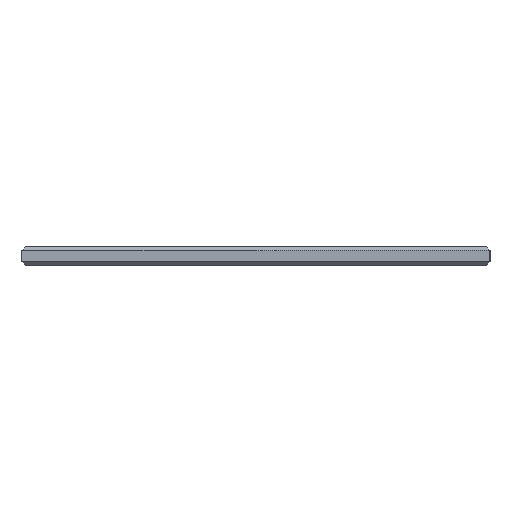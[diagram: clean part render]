
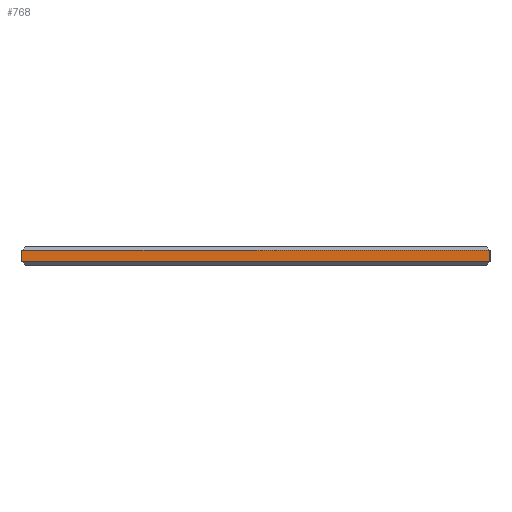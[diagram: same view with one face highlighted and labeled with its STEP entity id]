
A CAD part, left-side view. The second image highlights one B-rep face of the part: STEP entity #768.
In plain terms, the highlighted planar face has unit normal (-1, 0, 0).
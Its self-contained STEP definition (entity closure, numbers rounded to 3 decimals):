
#163 = DIRECTION ( 'NONE',  ( 0., 0., -1. ) ) ;
#315 = EDGE_CURVE ( 'NONE', #3652, #1864, #2105, .T. ) ;
#317 = DIRECTION ( 'NONE',  ( 0., -1., 0. ) ) ;
#419 = AXIS2_PLACEMENT_3D ( 'NONE', #691, #2272, #5838 ) ;
#443 = CARTESIAN_POINT ( 'NONE',  ( -18., -12.5, 0.3 ) ) ;
#690 = CARTESIAN_POINT ( 'NONE',  ( -18., 12.5, 0.5 ) ) ;
#691 = CARTESIAN_POINT ( 'NONE',  ( -18., 12.5, 0.5 ) ) ;
#727 = VERTEX_POINT ( 'NONE', #2726 ) ;
#768 = ADVANCED_FACE ( 'NONE', ( #1273 ), #2743, .F. ) ;
#849 = VECTOR ( 'NONE', #163, 1000. ) ;
#1025 = ORIENTED_EDGE ( 'NONE', *, *, #1625, .T. ) ;
#1155 = EDGE_CURVE ( 'NONE', #3652, #727, #2708, .T. ) ;
#1266 = VECTOR ( 'NONE', #317, 1000. ) ;
#1273 = FACE_OUTER_BOUND ( 'NONE', #5669, .T. ) ;
#1521 = VECTOR ( 'NONE', #5322, 1000. ) ;
#1625 = EDGE_CURVE ( 'NONE', #5938, #727, #4005, .T. ) ;
#1864 = VERTEX_POINT ( 'NONE', #4927 ) ;
#1945 = DIRECTION ( 'NONE',  ( 0., 1., 0. ) ) ;
#2105 = LINE ( 'NONE', #2456, #6175 ) ;
#2125 = EDGE_CURVE ( 'NONE', #1864, #5938, #2562, .T. ) ;
#2272 = DIRECTION ( 'NONE',  ( 1., 0., 0. ) ) ;
#2456 = CARTESIAN_POINT ( 'NONE',  ( -18., 12.5, 0.3 ) ) ;
#2562 = LINE ( 'NONE', #690, #849 ) ;
#2708 = LINE ( 'NONE', #3321, #1521 ) ;
#2726 = CARTESIAN_POINT ( 'NONE',  ( -18., -12.5, -0.3 ) ) ;
#2743 = PLANE ( 'NONE',  #419 ) ;
#2897 = CARTESIAN_POINT ( 'NONE',  ( -18., 12.5, -0.3 ) ) ;
#3321 = CARTESIAN_POINT ( 'NONE',  ( -18., -12.5, 0.5 ) ) ;
#3427 = CARTESIAN_POINT ( 'NONE',  ( -18., 12.5, -0.3 ) ) ;
#3652 = VERTEX_POINT ( 'NONE', #443 ) ;
#3709 = ORIENTED_EDGE ( 'NONE', *, *, #315, .T. ) ;
#3791 = ORIENTED_EDGE ( 'NONE', *, *, #2125, .T. ) ;
#4005 = LINE ( 'NONE', #2897, #1266 ) ;
#4469 = ORIENTED_EDGE ( 'NONE', *, *, #1155, .F. ) ;
#4927 = CARTESIAN_POINT ( 'NONE',  ( -18., 12.5, 0.3 ) ) ;
#5322 = DIRECTION ( 'NONE',  ( 0., 0., -1. ) ) ;
#5669 = EDGE_LOOP ( 'NONE', ( #3791, #1025, #4469, #3709 ) ) ;
#5838 = DIRECTION ( 'NONE',  ( 0., 0., -1. ) ) ;
#5938 = VERTEX_POINT ( 'NONE', #3427 ) ;
#6175 = VECTOR ( 'NONE', #1945, 1000. ) ;
